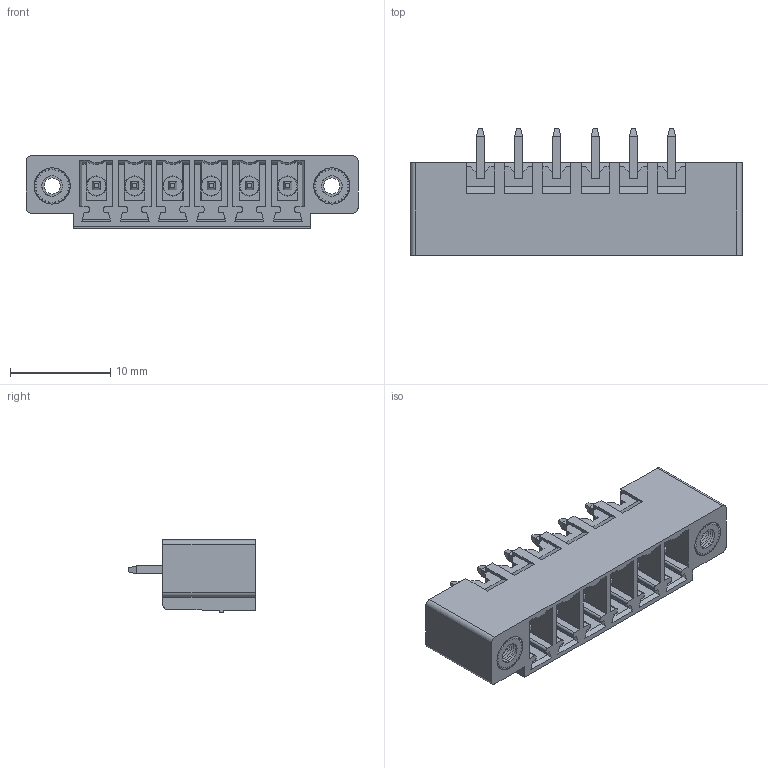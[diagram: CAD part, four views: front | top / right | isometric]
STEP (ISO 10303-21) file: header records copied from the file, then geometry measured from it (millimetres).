
FILE_DESCRIPTION((''),'2;1');
FILE_NAME('WJ15EDGVM-381-06P','2017-03-15T',('QZY'),(''),'CREO PARAMETRIC BY PTC INC, 2014440','CREO PARAMETRIC BY PTC INC, 2014440','');
FILE_SCHEMA(('CONFIG_CONTROL_DESIGN'));
Length unit declared in the file: millimetre
Products named in the file (1): WJ15EDGVM-381-06P
Bounding box: 33.05 x 12.6 x 7.2 mm (x, y, z)
Volume: 1162.3 mm3; surface area: 2787.6 mm2
Topology: 1 solids, 1 shells, 717 faces, 2205 edges, 1448 vertices
Faces by surface type: plane 556, cone 82, cylinder 43, bspline 24, sphere 12
Entity records: 30973 total; most frequent: CARTESIAN_POINT 11583, ORIENTED_EDGE 4386, DIRECTION 3535, EDGE_CURVE 2193, VECTOR 1501, LINE 1501, VERTEX_POINT 1448, AXIS2_PLACEMENT_3D 1017
